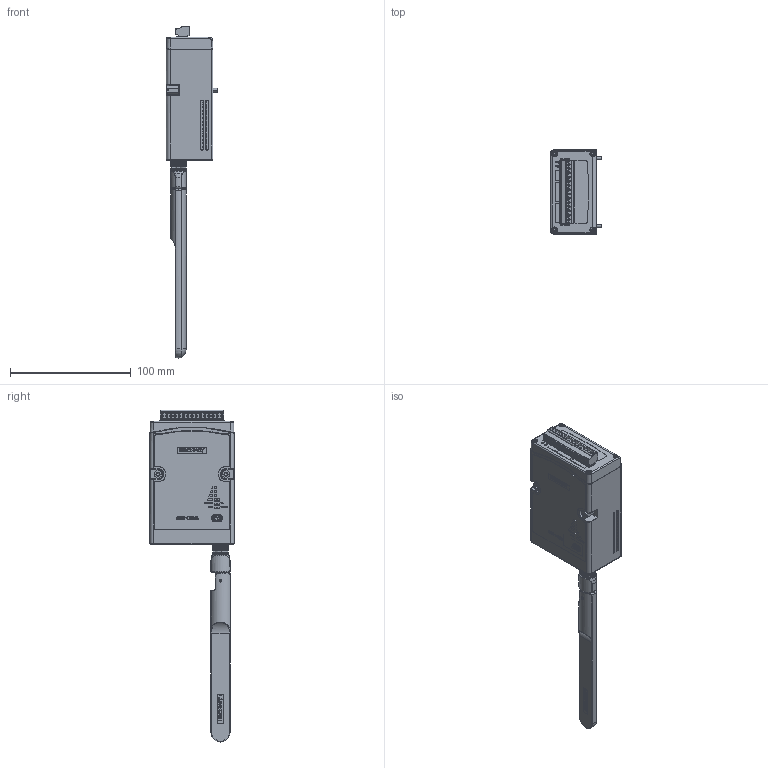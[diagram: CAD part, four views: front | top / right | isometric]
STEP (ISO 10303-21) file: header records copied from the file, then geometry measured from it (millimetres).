
FILE_DESCRIPTION (( 'STEP AP214' ), '1' );
FILE_NAME ('WISE-4250-S250.STEP', '2024-05-02T06:10:47', ( '' ), ( '' ), 'SwSTEP 2.0', 'SolidWorks 2022', '' );
FILE_SCHEMA (( 'AUTOMOTIVE_DESIGN' ));
Length unit declared in the file: millimetre
Products named in the file (1): WISE-4250-S250
Bounding box: 42.45 x 69.61 x 274.65 mm (x, y, z)
Volume: 282746.4 mm3; surface area: 63083.9 mm2
Topology: 1 solids, 24 shells, 4027 faces, 11386 edges, 7436 vertices
Faces by surface type: plane 2571, cylinder 579, bspline 573, cone 233, torus 62, sphere 9
Entity records: 168822 total; most frequent: CARTESIAN_POINT 47623, ORIENTED_EDGE 22738, DIRECTION 18537, EDGE_CURVE 11369, LINE 7887, VECTOR 7887, VERTEX_POINT 7432, AXIS2_PLACEMENT_3D 5325
